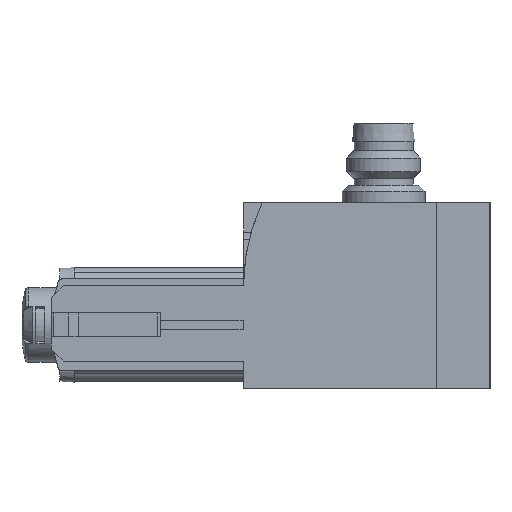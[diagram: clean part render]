
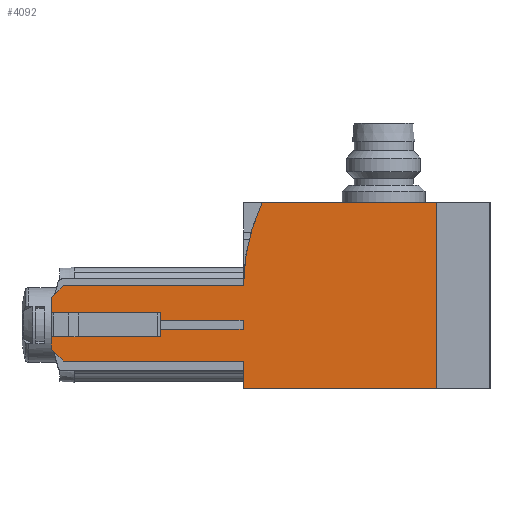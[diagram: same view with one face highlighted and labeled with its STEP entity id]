
A CAD part, left-side view. The second image highlights one B-rep face of the part: STEP entity #4092.
In plain terms, the highlighted planar face has unit normal (-1, 0, 0).
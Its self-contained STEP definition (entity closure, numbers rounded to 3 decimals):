
#170=LINE('',#6363,#491);
#174=LINE('',#6371,#495);
#178=LINE('',#6379,#499);
#185=LINE('',#6397,#506);
#188=LINE('',#6404,#509);
#190=LINE('',#6410,#511);
#194=LINE('',#6419,#515);
#196=LINE('',#6423,#517);
#197=LINE('',#6425,#518);
#198=LINE('',#6426,#519);
#199=LINE('',#6427,#520);
#200=LINE('',#6429,#521);
#201=LINE('',#6431,#522);
#202=LINE('',#6432,#523);
#203=LINE('',#6434,#524);
#204=LINE('',#6436,#525);
#205=LINE('',#6437,#526);
#491=VECTOR('',#5126,1000.);
#495=VECTOR('',#5132,1000.);
#499=VECTOR('',#5138,1000.);
#506=VECTOR('',#5153,1000.);
#509=VECTOR('',#5158,1000.);
#511=VECTOR('',#5164,1000.);
#515=VECTOR('',#5170,1000.);
#517=VECTOR('',#5174,1000.);
#518=VECTOR('',#5175,1000.);
#519=VECTOR('',#5176,1000.);
#520=VECTOR('',#5177,1000.);
#521=VECTOR('',#5178,1000.);
#522=VECTOR('',#5179,1000.);
#523=VECTOR('',#5180,1000.);
#524=VECTOR('',#5181,1000.);
#525=VECTOR('',#5182,1000.);
#526=VECTOR('',#5183,1000.);
#800=PLANE('',#4481);
#1158=ORIENTED_EDGE('',*,*,#2109,.F.);
#1159=ORIENTED_EDGE('',*,*,#2105,.F.);
#1160=ORIENTED_EDGE('',*,*,#2130,.T.);
#1161=ORIENTED_EDGE('',*,*,#2131,.F.);
#1162=ORIENTED_EDGE('',*,*,#2124,.F.);
#1163=ORIENTED_EDGE('',*,*,#2114,.T.);
#1164=ORIENTED_EDGE('',*,*,#2118,.F.);
#1165=ORIENTED_EDGE('',*,*,#2132,.F.);
#1166=ORIENTED_EDGE('',*,*,#2128,.T.);
#1167=ORIENTED_EDGE('',*,*,#2133,.F.);
#1168=ORIENTED_EDGE('',*,*,#2134,.F.);
#1169=ORIENTED_EDGE('',*,*,#2135,.F.);
#1170=ORIENTED_EDGE('',*,*,#2101,.F.);
#1171=ORIENTED_EDGE('',*,*,#2136,.F.);
#1172=ORIENTED_EDGE('',*,*,#2137,.F.);
#1173=ORIENTED_EDGE('',*,*,#2138,.F.);
#1174=ORIENTED_EDGE('',*,*,#2121,.T.);
#1175=ORIENTED_EDGE('',*,*,#2139,.F.);
#2101=EDGE_CURVE('',#2629,#2630,#170,.T.);
#2105=EDGE_CURVE('',#2632,#2633,#174,.T.);
#2109=EDGE_CURVE('',#2633,#2636,#178,.T.);
#2114=EDGE_CURVE('',#2640,#2639,#2997,.T.);
#2118=EDGE_CURVE('',#2642,#2639,#185,.T.);
#2121=EDGE_CURVE('',#2646,#2645,#188,.T.);
#2124=EDGE_CURVE('',#2640,#2648,#190,.T.);
#2128=EDGE_CURVE('',#2652,#2651,#194,.T.);
#2130=EDGE_CURVE('',#2632,#2653,#196,.T.);
#2131=EDGE_CURVE('',#2648,#2653,#197,.T.);
#2132=EDGE_CURVE('',#2652,#2642,#198,.T.);
#2133=EDGE_CURVE('',#2654,#2651,#199,.T.);
#2134=EDGE_CURVE('',#2655,#2654,#200,.T.);
#2135=EDGE_CURVE('',#2630,#2655,#201,.T.);
#2136=EDGE_CURVE('',#2656,#2629,#202,.T.);
#2137=EDGE_CURVE('',#2657,#2656,#203,.T.);
#2138=EDGE_CURVE('',#2646,#2657,#204,.T.);
#2139=EDGE_CURVE('',#2636,#2645,#205,.T.);
#2629=VERTEX_POINT('',#6362);
#2630=VERTEX_POINT('',#6364);
#2632=VERTEX_POINT('',#6370);
#2633=VERTEX_POINT('',#6372);
#2636=VERTEX_POINT('',#6380);
#2639=VERTEX_POINT('',#6388);
#2640=VERTEX_POINT('',#6390);
#2642=VERTEX_POINT('',#6396);
#2645=VERTEX_POINT('',#6403);
#2646=VERTEX_POINT('',#6405);
#2648=VERTEX_POINT('',#6411);
#2651=VERTEX_POINT('',#6418);
#2652=VERTEX_POINT('',#6420);
#2653=VERTEX_POINT('',#6424);
#2654=VERTEX_POINT('',#6428);
#2655=VERTEX_POINT('',#6430);
#2656=VERTEX_POINT('',#6433);
#2657=VERTEX_POINT('',#6435);
#2997=CIRCLE('',#4475,20.95);
#3263=EDGE_LOOP('',(#1158,#1159,#1160,#1161,#1162,#1163,#1164,#1165,#1166,
#1167,#1168,#1169,#1170,#1171,#1172,#1173,#1174,#1175));
#3676=FACE_BOUND('',#3263,.T.);
#4092=ADVANCED_FACE('',(#3676),#800,.F.);
#4475=AXIS2_PLACEMENT_3D('',#6389,#5146,#5147);
#4481=AXIS2_PLACEMENT_3D('',#6422,#5172,#5173);
#5126=DIRECTION('',(0.,0.,1.));
#5132=DIRECTION('',(0.,0.,1.));
#5138=DIRECTION('',(0.,1.,0.));
#5146=DIRECTION('',(-1.,0.,0.));
#5147=DIRECTION('',(0.,0.,1.));
#5153=DIRECTION('',(0.,-1.,0.));
#5158=DIRECTION('',(0.,0.,-1.));
#5164=DIRECTION('',(0.,-1.,0.));
#5170=DIRECTION('',(0.,0.,-1.));
#5172=DIRECTION('',(1.,0.,0.));
#5173=DIRECTION('',(0.,0.,-1.));
#5174=DIRECTION('',(0.,-1.,0.));
#5175=DIRECTION('',(0.,0.,-1.));
#5176=DIRECTION('',(0.,-0.707,0.707));
#5177=DIRECTION('',(0.,1.,0.));
#5178=DIRECTION('',(0.,0.,1.));
#5179=DIRECTION('',(0.,1.,0.));
#5180=DIRECTION('',(0.,-1.,0.));
#5181=DIRECTION('',(0.,0.,1.));
#5182=DIRECTION('',(0.,-1.,0.));
#5183=DIRECTION('',(0.,0.707,0.707));
#6362=CARTESIAN_POINT('',(0.,21.,-3.675));
#6363=CARTESIAN_POINT('',(0.,21.,-3.675));
#6364=CARTESIAN_POINT('',(0.,21.,-2.675));
#6370=CARTESIAN_POINT('',(0.,20.95,-10.1));
#6371=CARTESIAN_POINT('',(0.,20.95,-10.1));
#6372=CARTESIAN_POINT('',(0.,20.95,-7.1));
#6379=CARTESIAN_POINT('',(0.,20.95,-7.1));
#6380=CARTESIAN_POINT('',(0.,40.5,-7.1));
#6388=CARTESIAN_POINT('',(0.,20.95,1.075));
#6389=CARTESIAN_POINT('',(0.,0.,1.075));
#6390=CARTESIAN_POINT('',(0.,18.906,10.1));
#6396=CARTESIAN_POINT('',(0.,40.5,1.075));
#6397=CARTESIAN_POINT('',(0.,40.5,1.075));
#6403=CARTESIAN_POINT('',(0.,41.8,-5.8));
#6404=CARTESIAN_POINT('',(0.,41.8,10.1));
#6405=CARTESIAN_POINT('',(0.,41.8,-4.475));
#6410=CARTESIAN_POINT('',(0.,41.8,10.1));
#6411=CARTESIAN_POINT('',(0.,0.,10.1));
#6418=CARTESIAN_POINT('',(0.,41.8,-1.875));
#6419=CARTESIAN_POINT('',(0.,41.8,10.1));
#6420=CARTESIAN_POINT('',(0.,41.8,-0.225));
#6422=CARTESIAN_POINT('',(0.,41.8,10.1));
#6423=CARTESIAN_POINT('',(0.,41.8,-10.1));
#6424=CARTESIAN_POINT('',(0.,0.,-10.1));
#6425=CARTESIAN_POINT('',(0.,0.,10.1));
#6426=CARTESIAN_POINT('',(0.,42.,-0.425));
#6427=CARTESIAN_POINT('',(0.,30.,-1.875));
#6428=CARTESIAN_POINT('',(0.,30.,-1.875));
#6429=CARTESIAN_POINT('',(0.,30.,-2.675));
#6430=CARTESIAN_POINT('',(0.,30.,-2.675));
#6431=CARTESIAN_POINT('',(0.,21.,-2.675));
#6432=CARTESIAN_POINT('',(0.,30.,-3.675));
#6433=CARTESIAN_POINT('',(0.,30.,-3.675));
#6434=CARTESIAN_POINT('',(0.,30.,-4.475));
#6435=CARTESIAN_POINT('',(0.,30.,-4.475));
#6436=CARTESIAN_POINT('',(0.,42.,-4.475));
#6437=CARTESIAN_POINT('',(0.,40.5,-7.1));
